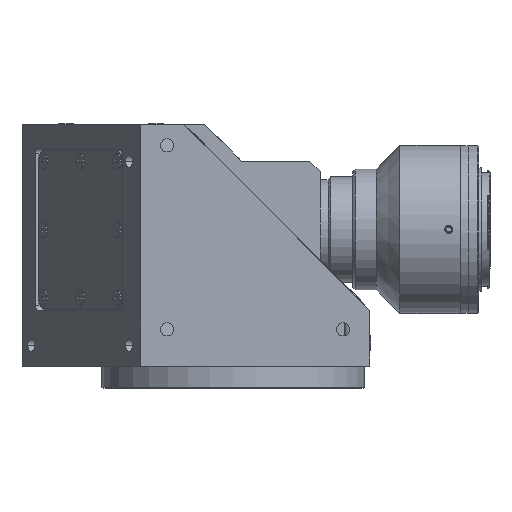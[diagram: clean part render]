
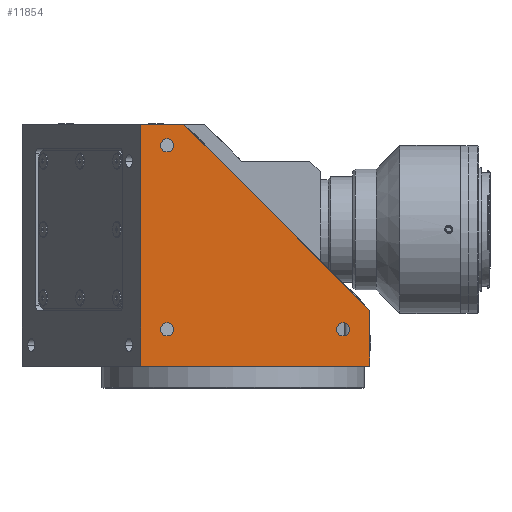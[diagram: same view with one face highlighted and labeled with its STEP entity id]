
A CAD part, front view. The second image highlights one B-rep face of the part: STEP entity #11854.
In plain terms, the highlighted planar face has unit normal (0, -1, 0).
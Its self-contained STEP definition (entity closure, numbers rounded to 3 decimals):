
#322 = ORIENTED_EDGE ( 'NONE', *, *, #1163, .F. ) ;
#425 = AXIS2_PLACEMENT_3D ( 'NONE', #13314, #9617, #11960 ) ;
#441 = AXIS2_PLACEMENT_3D ( 'NONE', #10018, #2887, #13185 ) ;
#559 = EDGE_CURVE ( 'NONE', #10493, #12955, #6952, .T. ) ;
#661 = PLANE ( 'NONE',  #441 ) ;
#913 = VERTEX_POINT ( 'NONE', #4985 ) ;
#967 = EDGE_CURVE ( 'NONE', #10010, #11687, #7185, .T. ) ;
#1017 = EDGE_CURVE ( 'NONE', #9734, #9708, #4254, .T. ) ;
#1096 = VECTOR ( 'NONE', #5823, 1000. ) ;
#1111 = EDGE_LOOP ( 'NONE', ( #6871, #11820 ) ) ;
#1163 = EDGE_CURVE ( 'NONE', #913, #13226, #13770, .T. ) ;
#1264 = DIRECTION ( 'NONE',  ( 1., 0., 0. ) ) ;
#1411 = CARTESIAN_POINT ( 'NONE',  ( -35.185, -52., 190.192 ) ) ;
#2081 = FACE_BOUND ( 'NONE', #1111, .T. ) ;
#2671 = DIRECTION ( 'NONE',  ( 0., -1., 0. ) ) ;
#2706 = ORIENTED_EDGE ( 'NONE', *, *, #1017, .F. ) ;
#2793 = ORIENTED_EDGE ( 'NONE', *, *, #3882, .F. ) ;
#2887 = DIRECTION ( 'NONE',  ( 0., -1., 0. ) ) ;
#3011 = CARTESIAN_POINT ( 'NONE',  ( 52., -52., 180.192 ) ) ;
#3436 = EDGE_CURVE ( 'NONE', #9868, #11574, #12768, .T. ) ;
#3882 = EDGE_CURVE ( 'NONE', #11687, #10010, #6187, .T. ) ;
#3912 = LINE ( 'NONE', #3011, #14030 ) ;
#3972 = AXIS2_PLACEMENT_3D ( 'NONE', #12875, #10600, #9605 ) ;
#4254 = CIRCLE ( 'NONE', #10337, 2.5 ) ;
#4780 = CARTESIAN_POINT ( 'NONE',  ( -25.185, -52., 271.692 ) ) ;
#4985 = CARTESIAN_POINT ( 'NONE',  ( -35.185, -52., 190.192 ) ) ;
#4999 = LINE ( 'NONE', #1411, #9698 ) ;
#5009 = EDGE_LOOP ( 'NONE', ( #9147, #2793 ) ) ;
#5370 = DIRECTION ( 'NONE',  ( 0., -1., 0. ) ) ;
#5823 = DIRECTION ( 'NONE',  ( 0., 0., 1. ) ) ;
#6171 = DIRECTION ( 'NONE',  ( 0., 0., -1. ) ) ;
#6187 = CIRCLE ( 'NONE', #10060, 2.5 ) ;
#6521 = CARTESIAN_POINT ( 'NONE',  ( -25.185, -52., 206.692 ) ) ;
#6568 = EDGE_CURVE ( 'NONE', #913, #13282, #4999, .T. ) ;
#6591 = CARTESIAN_POINT ( 'NONE',  ( 41.815, -52., 204.192 ) ) ;
#6737 = FACE_BOUND ( 'NONE', #13360, .T. ) ;
#6871 = ORIENTED_EDGE ( 'NONE', *, *, #11566, .F. ) ;
#6952 = CIRCLE ( 'NONE', #10075, 2.5 ) ;
#7157 = CARTESIAN_POINT ( 'NONE',  ( 52., -52., 211.405 ) ) ;
#7185 = CIRCLE ( 'NONE', #10564, 2.5 ) ;
#7489 = CIRCLE ( 'NONE', #425, 2.5 ) ;
#7608 = EDGE_CURVE ( 'NONE', #9708, #9734, #7886, .T. ) ;
#7727 = DIRECTION ( 'NONE',  ( 0., 0., -1. ) ) ;
#7843 = CARTESIAN_POINT ( 'NONE',  ( -25.185, -52., 276.692 ) ) ;
#7886 = CIRCLE ( 'NONE', #3972, 2.5 ) ;
#7950 = CARTESIAN_POINT ( 'NONE',  ( -35.185, -52., 282.192 ) ) ;
#8304 = CARTESIAN_POINT ( 'NONE',  ( -18.787, -52., 282.192 ) ) ;
#8562 = CARTESIAN_POINT ( 'NONE',  ( -25.185, -52., 204.192 ) ) ;
#9114 = CARTESIAN_POINT ( 'NONE',  ( -25.185, -52., 201.692 ) ) ;
#9147 = ORIENTED_EDGE ( 'NONE', *, *, #967, .F. ) ;
#9445 = DIRECTION ( 'NONE',  ( -0.707, 0., 0.707 ) ) ;
#9579 = CARTESIAN_POINT ( 'NONE',  ( -25.185, -52., 274.192 ) ) ;
#9605 = DIRECTION ( 'NONE',  ( 0., 0., -1. ) ) ;
#9617 = DIRECTION ( 'NONE',  ( 0., -1., 0. ) ) ;
#9698 = VECTOR ( 'NONE', #1264, 1000. ) ;
#9708 = VERTEX_POINT ( 'NONE', #9889 ) ;
#9734 = VERTEX_POINT ( 'NONE', #13960 ) ;
#9767 = DIRECTION ( 'NONE',  ( 0., 0., 1. ) ) ;
#9851 = VECTOR ( 'NONE', #9445, 1000. ) ;
#9868 = VERTEX_POINT ( 'NONE', #7157 ) ;
#9889 = CARTESIAN_POINT ( 'NONE',  ( 41.815, -52., 201.692 ) ) ;
#10010 = VERTEX_POINT ( 'NONE', #9114 ) ;
#10018 = CARTESIAN_POINT ( 'NONE',  ( -35.185, -52., 180.192 ) ) ;
#10060 = AXIS2_PLACEMENT_3D ( 'NONE', #8562, #10911, #13322 ) ;
#10075 = AXIS2_PLACEMENT_3D ( 'NONE', #9579, #2671, #6171 ) ;
#10269 = ORIENTED_EDGE ( 'NONE', *, *, #7608, .F. ) ;
#10337 = AXIS2_PLACEMENT_3D ( 'NONE', #6591, #11050, #7727 ) ;
#10493 = VERTEX_POINT ( 'NONE', #7843 ) ;
#10564 = AXIS2_PLACEMENT_3D ( 'NONE', #11196, #5370, #13311 ) ;
#10600 = DIRECTION ( 'NONE',  ( 0., -1., 0. ) ) ;
#10911 = DIRECTION ( 'NONE',  ( 0., -1., 0. ) ) ;
#10926 = FACE_OUTER_BOUND ( 'NONE', #14591, .T. ) ;
#10940 = VECTOR ( 'NONE', #11571, 1000. ) ;
#10961 = ORIENTED_EDGE ( 'NONE', *, *, #6568, .T. ) ;
#11050 = DIRECTION ( 'NONE',  ( 0., -1., 0. ) ) ;
#11138 = CARTESIAN_POINT ( 'NONE',  ( 52., -52., 190.192 ) ) ;
#11196 = CARTESIAN_POINT ( 'NONE',  ( -25.185, -52., 204.192 ) ) ;
#11470 = ORIENTED_EDGE ( 'NONE', *, *, #13792, .F. ) ;
#11566 = EDGE_CURVE ( 'NONE', #12955, #10493, #7489, .T. ) ;
#11571 = DIRECTION ( 'NONE',  ( 1., 0., 0. ) ) ;
#11572 = CARTESIAN_POINT ( 'NONE',  ( -35.185, -52., 180.192 ) ) ;
#11574 = VERTEX_POINT ( 'NONE', #12040 ) ;
#11687 = VERTEX_POINT ( 'NONE', #6521 ) ;
#11820 = ORIENTED_EDGE ( 'NONE', *, *, #559, .F. ) ;
#11854 = ADVANCED_FACE ( 'NONE', ( #2081, #6737, #14479, #10926 ), #661, .T. ) ;
#11960 = DIRECTION ( 'NONE',  ( 0., 0., -1. ) ) ;
#12040 = CARTESIAN_POINT ( 'NONE',  ( -18.787, -52., 282.192 ) ) ;
#12284 = EDGE_CURVE ( 'NONE', #13282, #9868, #3912, .T. ) ;
#12768 = LINE ( 'NONE', #8304, #9851 ) ;
#12788 = LINE ( 'NONE', #7950, #10940 ) ;
#12875 = CARTESIAN_POINT ( 'NONE',  ( 41.815, -52., 204.192 ) ) ;
#12915 = ORIENTED_EDGE ( 'NONE', *, *, #12284, .T. ) ;
#12955 = VERTEX_POINT ( 'NONE', #4780 ) ;
#13155 = ORIENTED_EDGE ( 'NONE', *, *, #3436, .T. ) ;
#13185 = DIRECTION ( 'NONE',  ( 0., 0., -1. ) ) ;
#13226 = VERTEX_POINT ( 'NONE', #14769 ) ;
#13282 = VERTEX_POINT ( 'NONE', #11138 ) ;
#13311 = DIRECTION ( 'NONE',  ( 0., 0., -1. ) ) ;
#13314 = CARTESIAN_POINT ( 'NONE',  ( -25.185, -52., 274.192 ) ) ;
#13322 = DIRECTION ( 'NONE',  ( 0., 0., -1. ) ) ;
#13360 = EDGE_LOOP ( 'NONE', ( #10269, #2706 ) ) ;
#13770 = LINE ( 'NONE', #11572, #1096 ) ;
#13792 = EDGE_CURVE ( 'NONE', #13226, #11574, #12788, .T. ) ;
#13960 = CARTESIAN_POINT ( 'NONE',  ( 41.815, -52., 206.692 ) ) ;
#14030 = VECTOR ( 'NONE', #9767, 1000. ) ;
#14479 = FACE_BOUND ( 'NONE', #5009, .T. ) ;
#14591 = EDGE_LOOP ( 'NONE', ( #12915, #13155, #11470, #322, #10961 ) ) ;
#14769 = CARTESIAN_POINT ( 'NONE',  ( -35.185, -52., 282.192 ) ) ;
